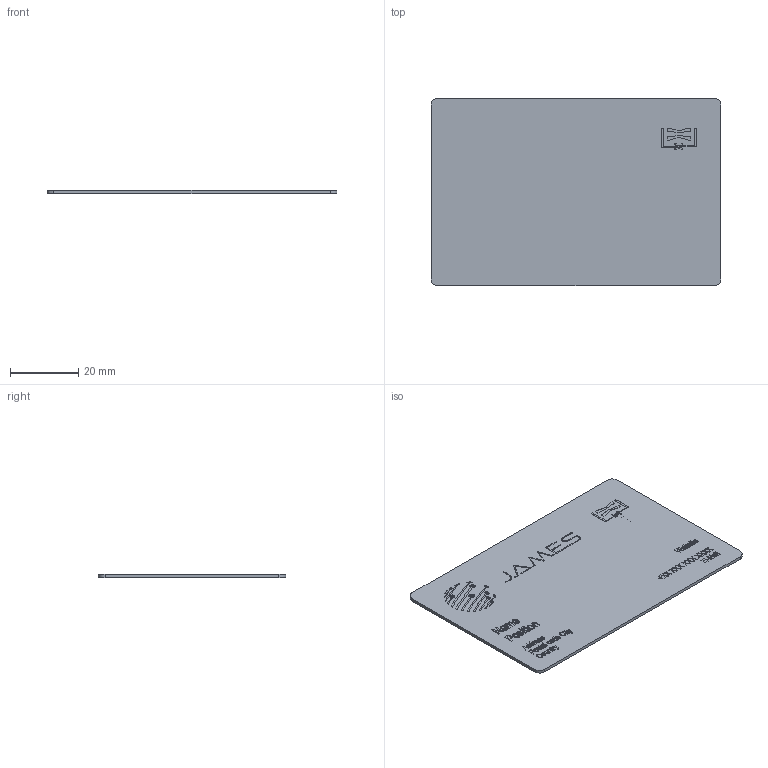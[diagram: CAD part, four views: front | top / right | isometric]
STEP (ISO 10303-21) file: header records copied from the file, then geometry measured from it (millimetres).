
FILE_DESCRIPTION (( 'STEP AP214' ), '1' );
FILE_NAME ('Visitenkarte_MUSTER_NFC.STEP', '2022-08-18T13:46:15', ( '' ), ( '' ), 'SwSTEP 2.0', 'SolidWorks 2022', '' );
FILE_SCHEMA (( 'AUTOMOTIVE_DESIGN' ));
Length unit declared in the file: millimetre
Products named in the file (1): Visitenkarte_MUSTER_NFC
Bounding box: 85 x 55 x 0.9 mm (x, y, z)
Volume: 4213.6 mm3; surface area: 10173.5 mm2
Topology: 103 solids, 103 shells, 1575 faces, 4071 edges, 2704 vertices
Faces by surface type: plane 851, bspline 706, cylinder 13, torus 3, cone 2
Entity records: 71606 total; most frequent: CARTESIAN_POINT 36966, ORIENTED_EDGE 8142, DIRECTION 4381, EDGE_CURVE 4071, VERTEX_POINT 2704, VECTOR 2597, LINE 2597, EDGE_LOOP 1641
